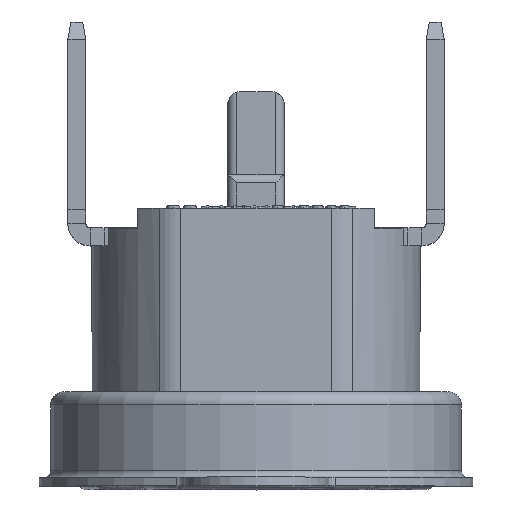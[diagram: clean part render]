
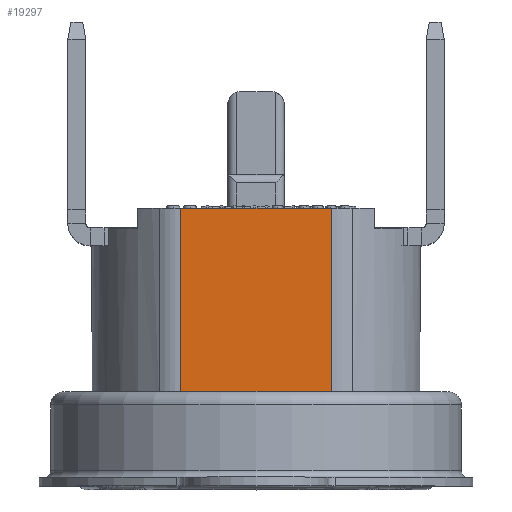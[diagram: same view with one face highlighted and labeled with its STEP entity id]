
A CAD part, top view. The second image highlights one B-rep face of the part: STEP entity #19297.
In plain terms, the highlighted planar face has unit normal (0, 0, 1).
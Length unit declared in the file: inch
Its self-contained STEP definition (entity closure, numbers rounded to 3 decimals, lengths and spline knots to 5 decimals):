
#820 = PLANE ( 'NONE',  #10194 ) ;
#1420 = LINE ( 'NONE', #12591, #1969 ) ;
#1968 = DIRECTION ( 'NONE',  ( 1., 0., 0. ) ) ;
#1969 = VECTOR ( 'NONE', #1968, 39.37008 ) ;
#2679 = VERTEX_POINT ( 'NONE', #11031 ) ;
#3440 = CARTESIAN_POINT ( 'NONE',  ( -0.13219, -0.312, 0.245 ) ) ;
#4262 = ORIENTED_EDGE ( 'NONE', *, *, #17183, .T. ) ;
#4391 = DIRECTION ( 'NONE',  ( 0., 0., 1. ) ) ;
#4714 = CARTESIAN_POINT ( 'NONE',  ( 0.13219, 0.0655, 0.245 ) ) ;
#5575 = VERTEX_POINT ( 'NONE', #11341 ) ;
#6022 = CARTESIAN_POINT ( 'NONE',  ( 0.13219, -0.312, 0.245 ) ) ;
#6613 = VECTOR ( 'NONE', #11583, 39.37008 ) ;
#7267 = LINE ( 'NONE', #4714, #20860 ) ;
#7799 = DIRECTION ( 'NONE',  ( 0., 1., 0. ) ) ;
#8653 = EDGE_LOOP ( 'NONE', ( #4262, #17351, #8889, #21006 ) ) ;
#8889 = ORIENTED_EDGE ( 'NONE', *, *, #10020, .F. ) ;
#9742 = VERTEX_POINT ( 'NONE', #3440 ) ;
#10020 = EDGE_CURVE ( 'NONE', #9742, #19500, #15484, .T. ) ;
#10194 = AXIS2_PLACEMENT_3D ( 'NONE', #15018, #4391, #16791 ) ;
#11031 = CARTESIAN_POINT ( 'NONE',  ( 0.13219, 0.0655, 0.245 ) ) ;
#11341 = CARTESIAN_POINT ( 'NONE',  ( 0.13219, -0.312, 0.245 ) ) ;
#11583 = DIRECTION ( 'NONE',  ( 0., 1., 0. ) ) ;
#12591 = CARTESIAN_POINT ( 'NONE',  ( 0.13219, -0.312, 0.245 ) ) ;
#13562 = DIRECTION ( 'NONE',  ( 1., 0., 0. ) ) ;
#15018 = CARTESIAN_POINT ( 'NONE',  ( 0.13219, -0.312, 0.245 ) ) ;
#15484 = LINE ( 'NONE', #22194, #6613 ) ;
#16757 = VECTOR ( 'NONE', #7799, 39.37008 ) ;
#16791 = DIRECTION ( 'NONE',  ( -1., 0., 0. ) ) ;
#16965 = FACE_OUTER_BOUND ( 'NONE', #8653, .T. ) ;
#17183 = EDGE_CURVE ( 'NONE', #5575, #2679, #21473, .T. ) ;
#17351 = ORIENTED_EDGE ( 'NONE', *, *, #18985, .F. ) ;
#17775 = CARTESIAN_POINT ( 'NONE',  ( -0.13219, 0.0655, 0.245 ) ) ;
#18985 = EDGE_CURVE ( 'NONE', #19500, #2679, #7267, .T. ) ;
#19297 = ADVANCED_FACE ( 'NONE', ( #16965 ), #820, .T. ) ;
#19500 = VERTEX_POINT ( 'NONE', #17775 ) ;
#20860 = VECTOR ( 'NONE', #13562, 39.37008 ) ;
#21006 = ORIENTED_EDGE ( 'NONE', *, *, #22336, .T. ) ;
#21473 = LINE ( 'NONE', #6022, #16757 ) ;
#22194 = CARTESIAN_POINT ( 'NONE',  ( -0.13219, -0.312, 0.245 ) ) ;
#22336 = EDGE_CURVE ( 'NONE', #9742, #5575, #1420, .T. ) ;
